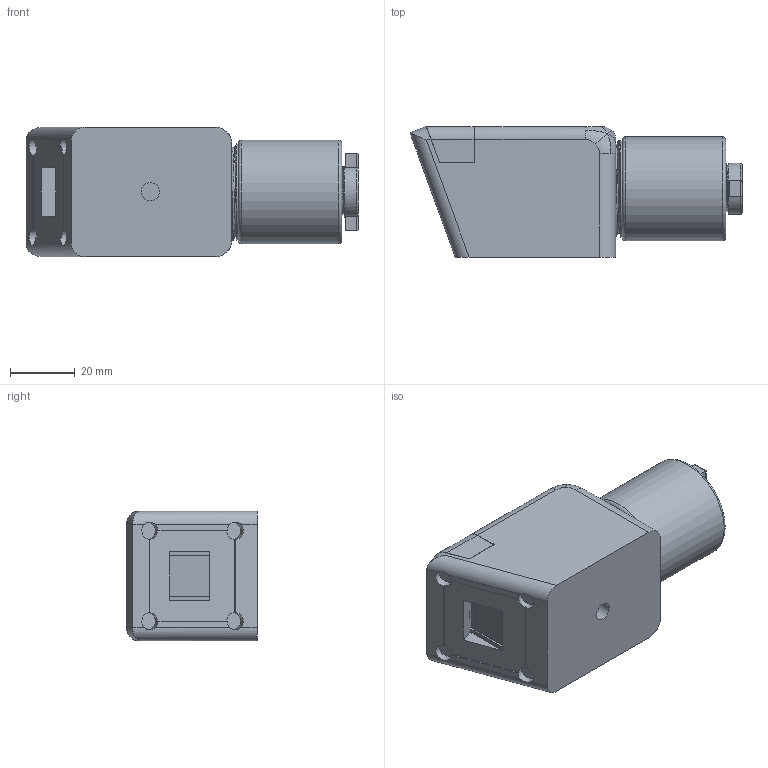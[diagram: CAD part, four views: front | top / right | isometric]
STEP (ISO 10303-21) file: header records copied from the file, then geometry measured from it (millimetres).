
FILE_DESCRIPTION(/* description */ (''),/* implementation_level */ '2;1');
FILE_NAME(/* name */ 'Wavemeter v21.step',/* time_stamp */ '2024-04-26T14:46:18-04:00',/* author */ (''),/* organization */ (''),/* preprocessor_version */ 'ST-DEVELOPER v20',/* originating_system */ 'Autodesk Translation Framework v12.20.1.177',/* authorisation */ '');
FILE_SCHEMA (('AUTOMOTIVE_DESIGN { 1 0 10303 214 3 1 1 }'));
Length unit declared in the file: millimetre
Products named in the file (4): Wavemeter; LA1257-AB-Step; CTN020245_19051; LC2265-B-Step
Assembly tree (3 placements, depth 3):
  Wavemeter
    LA1257-AB-Step
      CTN020245_19051
    LC2265-B-Step
Bounding box: 102.5 x 40.34 x 40 mm (x, y, z)
Volume: 97573.3 mm3; surface area: 38734.7 mm2
Topology: 7 solids, 7 shells, 265 faces, 711 edges, 467 vertices
Faces by surface type: cylinder 138, plane 87, bspline 28, cone 5, torus 5, sphere 2
Full cylindrical faces by diameter (mm): 3.3 x2, 5 x2, 5.3 x4, 5.6 x1, 5.7 x2, 10 x1, 12.7 x1, 13.534 x3, 14.023 x5, 15.822 x4, 16.25 x5, 22.5 x1, 25 x1, 27.529 x18, 28.023 x18, 29.822 x19, 30.256 x19, 32 x1
Entity records: 25474 total; most frequent: CARTESIAN_POINT 19204, ORIENTED_EDGE 1422, DIRECTION 1053, EDGE_CURVE 711, VERTEX_POINT 467, AXIS2_PLACEMENT_3D 370, LINE 313, VECTOR 313
